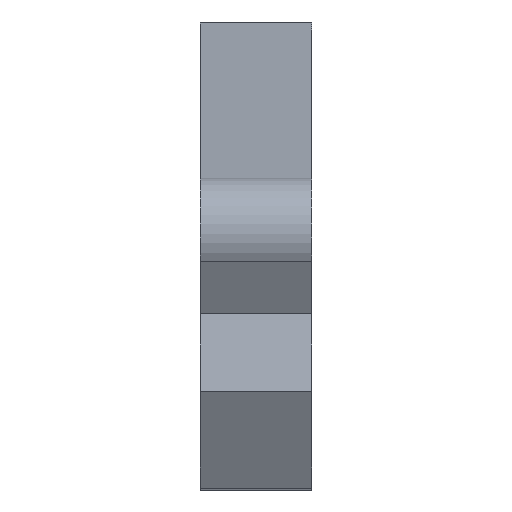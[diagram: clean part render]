
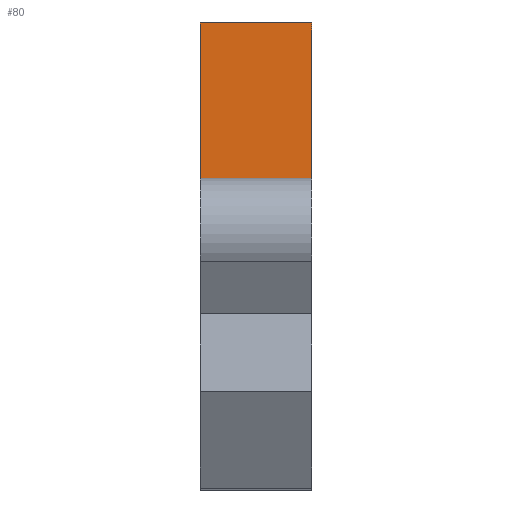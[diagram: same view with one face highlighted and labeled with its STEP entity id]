
A CAD part, left-side view. The second image highlights one B-rep face of the part: STEP entity #80.
In plain terms, the highlighted planar face has unit normal (-1, 0, 0).
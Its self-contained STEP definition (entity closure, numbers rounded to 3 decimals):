
#3 = DIRECTION ( 'NONE',  ( 0., 0., 1. ) ) ;
#8 = DIRECTION ( 'NONE',  ( -1., 0., 0. ) ) ;
#25 = VERTEX_POINT ( 'NONE', #302 ) ;
#77 = LINE ( 'NONE', #251, #279 ) ;
#80 = ADVANCED_FACE ( 'NONE', ( #190 ), #755, .T. ) ;
#136 = CARTESIAN_POINT ( 'NONE',  ( -2.5, 5., 12.5 ) ) ;
#160 = LINE ( 'NONE', #193, #575 ) ;
#190 = FACE_OUTER_BOUND ( 'NONE', #432, .T. ) ;
#193 = CARTESIAN_POINT ( 'NONE',  ( -2.5, 5., 5.5 ) ) ;
#216 = CARTESIAN_POINT ( 'NONE',  ( -2.5, 0., 0. ) ) ;
#251 = CARTESIAN_POINT ( 'NONE',  ( -2.5, 5., 0. ) ) ;
#279 = VECTOR ( 'NONE', #315, 1000. ) ;
#302 = CARTESIAN_POINT ( 'NONE',  ( -2.5, 5., 5.5 ) ) ;
#315 = DIRECTION ( 'NONE',  ( 0., 0., -1. ) ) ;
#342 = VECTOR ( 'NONE', #741, 1000. ) ;
#364 = VERTEX_POINT ( 'NONE', #399 ) ;
#386 = ORIENTED_EDGE ( 'NONE', *, *, #662, .F. ) ;
#387 = LINE ( 'NONE', #216, #342 ) ;
#399 = CARTESIAN_POINT ( 'NONE',  ( -2.5, 5., 12.5 ) ) ;
#426 = EDGE_CURVE ( 'NONE', #364, #618, #713, .T. ) ;
#427 = VERTEX_POINT ( 'NONE', #531 ) ;
#432 = EDGE_LOOP ( 'NONE', ( #386, #699, #750, #451 ) ) ;
#435 = DIRECTION ( 'NONE',  ( 0., -1., 0. ) ) ;
#451 = ORIENTED_EDGE ( 'NONE', *, *, #725, .T. ) ;
#491 = CARTESIAN_POINT ( 'NONE',  ( -2.5, 0., 12.5 ) ) ;
#499 = EDGE_CURVE ( 'NONE', #364, #25, #77, .T. ) ;
#524 = CARTESIAN_POINT ( 'NONE',  ( -2.5, 5., 0. ) ) ;
#531 = CARTESIAN_POINT ( 'NONE',  ( -2.5, 0., 5.5 ) ) ;
#575 = VECTOR ( 'NONE', #636, 1000. ) ;
#600 = AXIS2_PLACEMENT_3D ( 'NONE', #524, #8, #3 ) ;
#618 = VERTEX_POINT ( 'NONE', #491 ) ;
#636 = DIRECTION ( 'NONE',  ( 0., -1., 0. ) ) ;
#662 = EDGE_CURVE ( 'NONE', #618, #427, #387, .T. ) ;
#691 = VECTOR ( 'NONE', #435, 1000. ) ;
#699 = ORIENTED_EDGE ( 'NONE', *, *, #426, .F. ) ;
#713 = LINE ( 'NONE', #136, #691 ) ;
#725 = EDGE_CURVE ( 'NONE', #25, #427, #160, .T. ) ;
#741 = DIRECTION ( 'NONE',  ( 0., 0., -1. ) ) ;
#750 = ORIENTED_EDGE ( 'NONE', *, *, #499, .T. ) ;
#755 = PLANE ( 'NONE',  #600 ) ;
